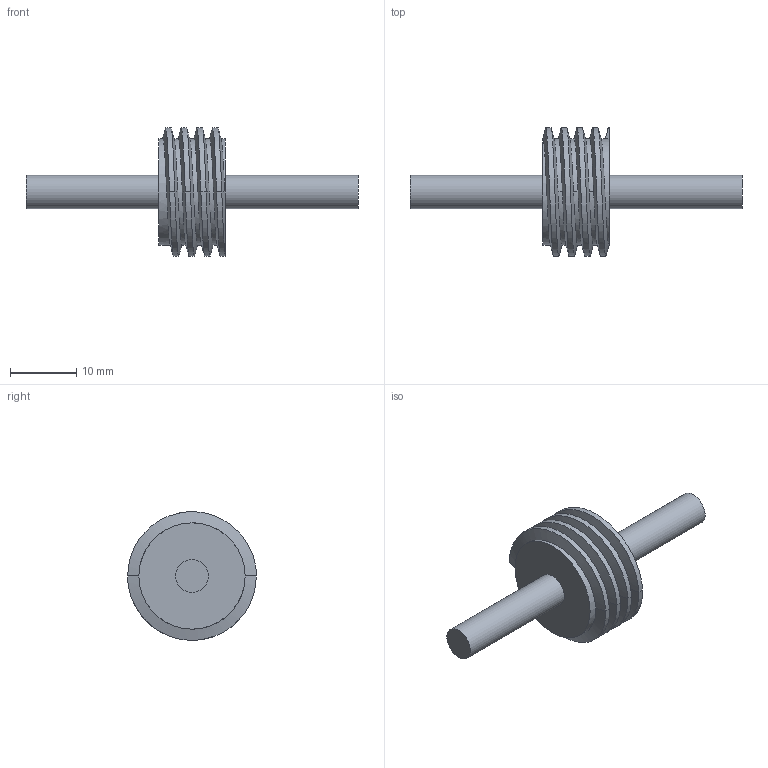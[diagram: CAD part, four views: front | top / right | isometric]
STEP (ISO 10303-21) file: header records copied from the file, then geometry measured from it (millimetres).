
FILE_DESCRIPTION(/* description */ (''),/* implementation_level */ '2;1');
FILE_NAME(/* name */ 'Worm Drive_v1.step',/* time_stamp */ '2024-02-15T15:47:50-05:00',/* author */ (''),/* organization */ (''),/* preprocessor_version */ 'ST-DEVELOPER v20',/* originating_system */ 'Autodesk Translation Framework v12.20.1.177',/* authorisation */ '');
FILE_SCHEMA (('AUTOMOTIVE_DESIGN { 1 0 10303 214 3 1 1 }'));
Length unit declared in the file: millimetre
Products named in the file (1): Worm Drive
Bounding box: 50 x 19.38 x 19.37 mm (x, y, z)
Volume: 3235 mm3; surface area: 2175.3 mm2
Topology: 1 solids, 1 shells, 37 faces, 85 edges, 52 vertices
Faces by surface type: bspline 24, plane 7, cylinder 6
Full cylindrical faces by diameter (mm): 5 x2, 16 x4
Entity records: 2462 total; most frequent: CARTESIAN_POINT 1746, ORIENTED_EDGE 170, EDGE_CURVE 85, DIRECTION 78, VERTEX_POINT 52, B_SPLINE_CURVE_WITH_KNOTS 42, EDGE_LOOP 39, FACE_OUTER_BOUND 37
